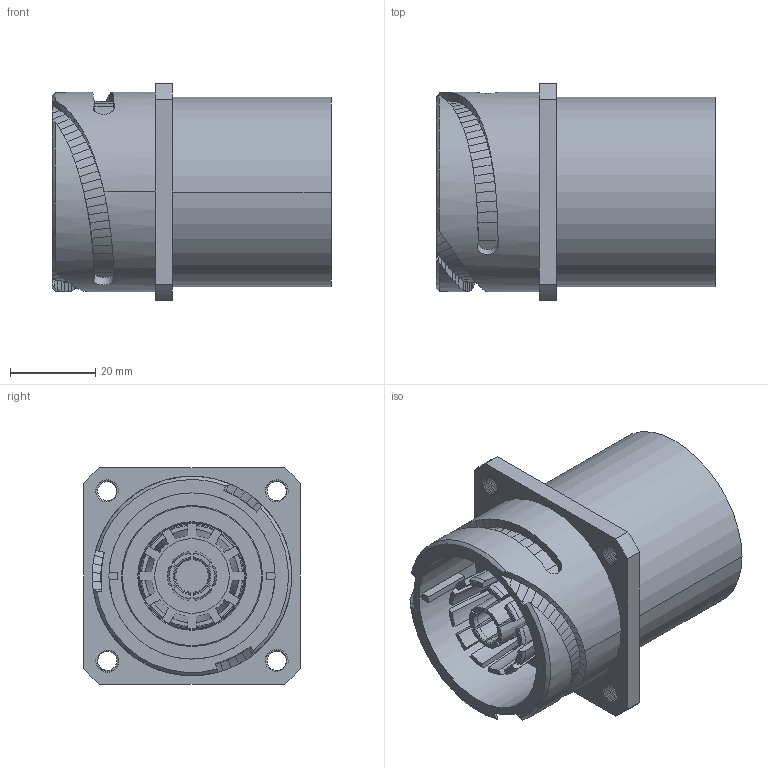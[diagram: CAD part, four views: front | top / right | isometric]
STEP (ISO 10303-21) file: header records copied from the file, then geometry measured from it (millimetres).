
FILE_DESCRIPTION((''),'2;1');
FILE_NAME('GCE3100E28M195S-B-T4_SW0001','2023-06-15T13:43:49',('paultorloting'),('NET AG system integration'),'CREO PARAMETRIC BY PTC INC, 2021404','CREO PARAMETRIC BY PTC INC, 2021404','');
FILE_SCHEMA(('AUTOMOTIVE_DESIGN { 1 0 10303 214 1 1 1 1 }'));
Length unit declared in the file: millimetre
Products named in the file (1): GCE3100E28M195S-B-T4_SW0001
Bounding box: 65.45 x 50.8 x 50.8 mm (x, y, z)
Volume: 85419.6 mm3; surface area: 21632.6 mm2
Topology: 1 solids, 1 shells, 547 faces, 1453 edges, 943 vertices
Faces by surface type: bspline 230, plane 209, cone 49, torus 36, cylinder 23
Entity records: 27120 total; most frequent: CARTESIAN_POINT 12865, ORIENTED_EDGE 2906, DIRECTION 1701, EDGE_CURVE 1453, VERTEX_POINT 943, VECTOR 698, LINE 698, EDGE_LOOP 590
